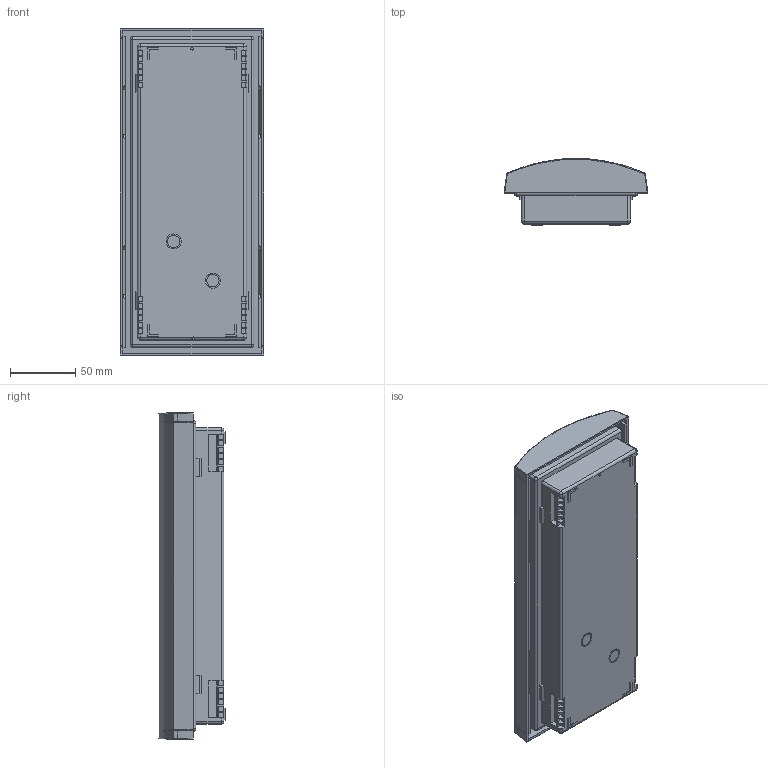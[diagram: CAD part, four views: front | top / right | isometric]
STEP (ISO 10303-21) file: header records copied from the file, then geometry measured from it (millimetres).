
FILE_DESCRIPTION (( 'STEP AP214' ), '1' );
FILE_NAME ('LDPA0-5040-3H-K01 Ñâåòèëüíèê àâàðèéíûé ÄÏÀ 5040-3, àêêóìóëÿòîð, 3÷, 16LED, IP54, IEK.STEP', '2017-08-18T13:41:20', ( '' ), ( '' ), 'SwSTEP 2.0', 'SolidWorks 2014', '' );
FILE_SCHEMA (( 'AUTOMOTIVE_DESIGN' ));
Length unit declared in the file: millimetre
Products named in the file (1): LDPA0-5040-3H-K01 Ñâåòèëüíèê àâàðèéíûé ÄÏÀ 5040-3, àêêóìóëÿòîð, 3÷, 16LED, IP54, IEK
Bounding box: 110 x 50.77 x 250.47 mm (x, y, z)
Volume: 684866.8 mm3; surface area: 266876.2 mm2
Topology: 2 solids, 2 shells, 632 faces, 1608 edges, 1022 vertices
Faces by surface type: plane 469, cylinder 133, torus 12, bspline 10, sphere 8
Entity records: 19475 total; most frequent: CARTESIAN_POINT 4131, ORIENTED_EDGE 3200, DIRECTION 3048, EDGE_CURVE 1600, LINE 1262, VECTOR 1262, VERTEX_POINT 1022, AXIS2_PLACEMENT_3D 893
